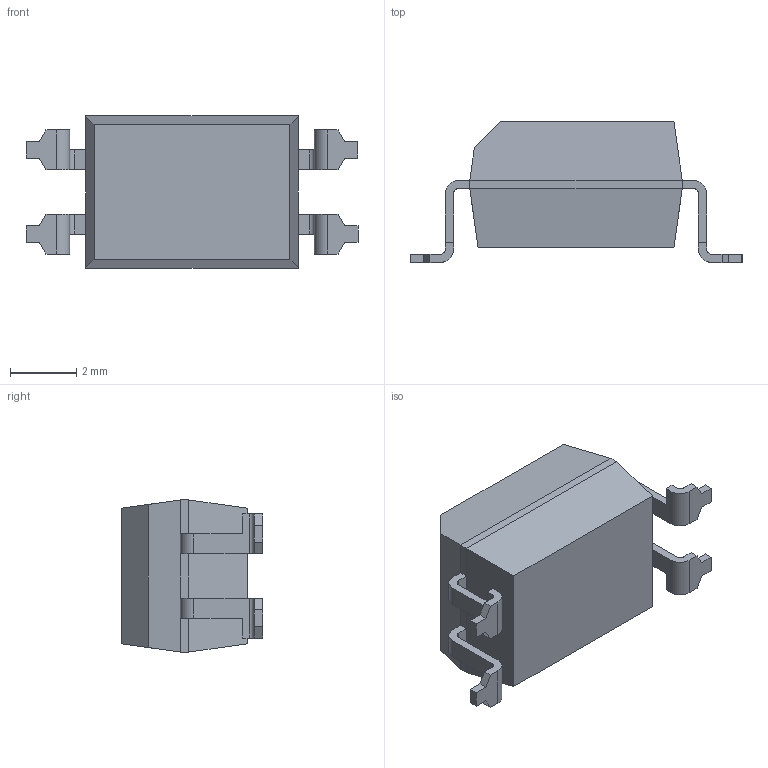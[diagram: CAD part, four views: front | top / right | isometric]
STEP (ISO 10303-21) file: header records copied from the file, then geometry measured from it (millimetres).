
FILE_DESCRIPTION (( 'STEP AP214' ), '1' );
FILE_NAME ('TLP241A(TP1,F.STEP', '2024-06-13T10:20:21', ( 'LENOVO' ), ( '' ), 'SwSTEP 2.0', 'SolidWorks 2021', '' );
FILE_SCHEMA (( 'AUTOMOTIVE_DESIGN' ));
Length unit declared in the file: millimetre
Products named in the file (1): TLP241A(TP1,F
Bounding box: 10 x 4.25 x 4.58 mm (x, y, z)
Volume: 103.7 mm3; surface area: 160.5 mm2
Topology: 6 solids, 6 shells, 102 faces, 259 edges, 170 vertices
Faces by surface type: plane 82, cylinder 20
Entity records: 3118 total; most frequent: CARTESIAN_POINT 532, ORIENTED_EDGE 518, DIRECTION 505, EDGE_CURVE 259, VECTOR 219, LINE 219, VERTEX_POINT 170, AXIS2_PLACEMENT_3D 143
